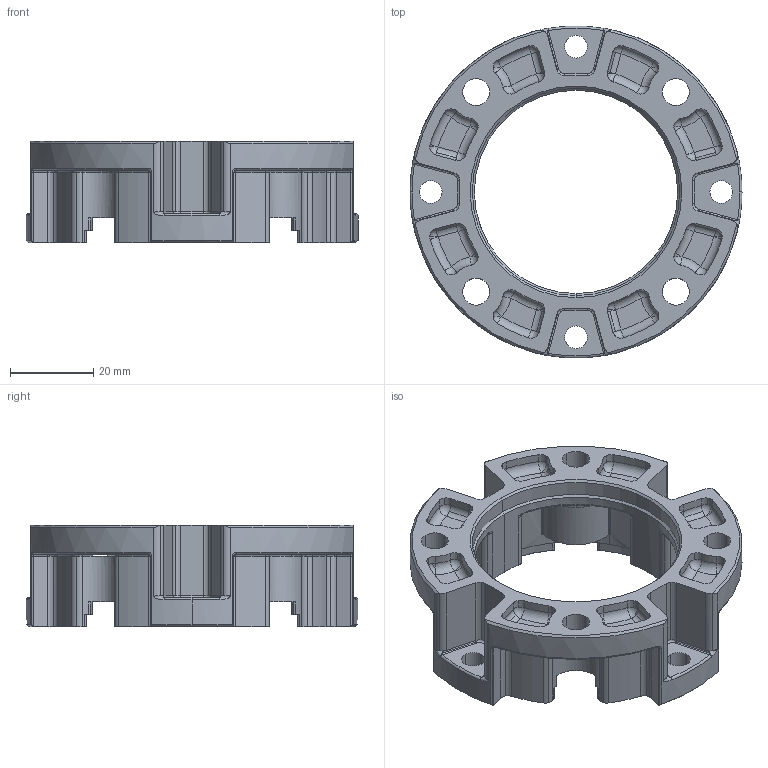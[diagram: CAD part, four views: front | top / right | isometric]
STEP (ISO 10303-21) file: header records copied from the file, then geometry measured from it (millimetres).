
FILE_DESCRIPTION(('HOOPS Exchange Step'),'2;1');
FILE_NAME('export-1136F789-EC4D-4138-8B10-A850D109DA7A.stp','2021-01-02T11:54:08+01:00',('Engineering'),('Alibre'),'HOOPS Exchange 2020.1','Alibre','Unknown authorisation');
FILE_SCHEMA( ('AP242_MANAGED_MODEL_BASED_3D_ENGINEERING_MIM_LF {1 0 10303 442 1 1 4 }') );
Length unit declared in the file: millimetre
Products named in the file (1): 4895 Output Flange for WormGearbox V30 & MV30
Bounding box: 80 x 79.87 x 24.5 mm (x, y, z)
Surface area: 19468.9 mm2 (no closed solid volume)
Topology: 0 solids, 712 shells, 712 faces, 3841 edges, 3832 vertices
Faces by surface type: cylinder 392, torus 117, plane 73, sphere 62, bspline 48, cone 20
Entity records: 51369 total; most frequent: CARTESIAN_POINT 20862, DIRECTION 6632, VERTEX_POINT 3832, EDGE_CURVE 3832, ORIENTED_EDGE 3832, AXIS2_PLACEMENT_3D 2772, CIRCLE 2106, VECTOR 1088
